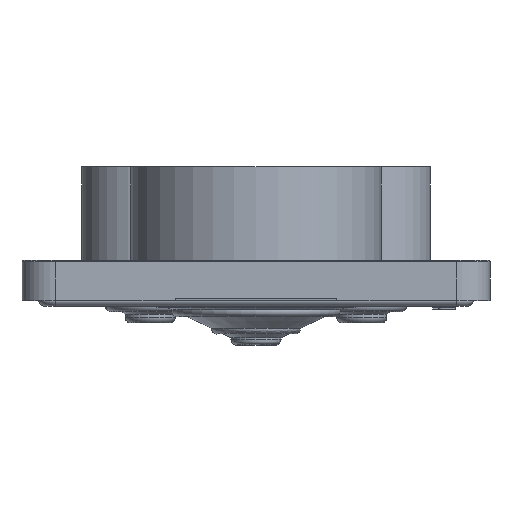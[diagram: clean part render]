
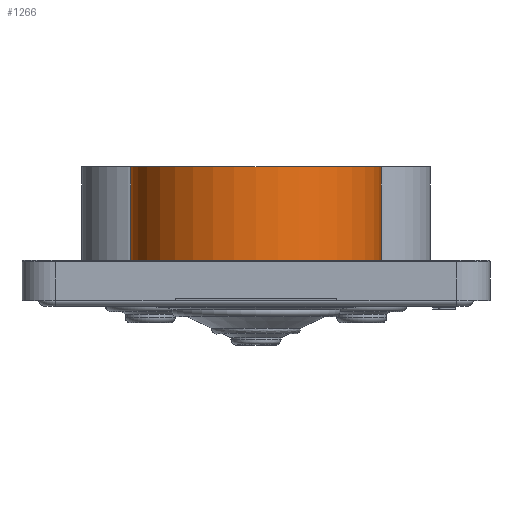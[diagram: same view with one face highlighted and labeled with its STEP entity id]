
A CAD part, left-side view. The second image highlights one B-rep face of the part: STEP entity #1266.
In plain terms, the highlighted cylindrical face has radius 22.5 mm (diameter 45 mm), a full revolution.
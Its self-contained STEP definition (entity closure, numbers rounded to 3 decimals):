
#1266 = ADVANCED_FACE( '', ( #3360, #3361 ), #3362, .T. );
#3360 = FACE_OUTER_BOUND( '', #6896, .T. );
#3361 = FACE_OUTER_BOUND( '', #6897, .T. );
#3362 = CYLINDRICAL_SURFACE( '', #6898, 22.5 );
#6896 = EDGE_LOOP( '', ( #10976 ) );
#6897 = EDGE_LOOP( '', ( #10977 ) );
#6898 = AXIS2_PLACEMENT_3D( '', #10978, #10979, #10980 );
#10976 = ORIENTED_EDGE( '', *, *, #18785, .T. );
#10977 = ORIENTED_EDGE( '', *, *, #18786, .T. );
#10978 = CARTESIAN_POINT( '', ( -73., 0., 23. ) );
#10979 = DIRECTION( '', ( 0., 0., 1. ) );
#10980 = DIRECTION( '', ( 0., 1., 0. ) );
#18785 = EDGE_CURVE( '', #21772, #21772, #21773, .T. );
#18786 = EDGE_CURVE( '', #21774, #21774, #21775, .F. );
#21772 = VERTEX_POINT( '', #26495 );
#21773 = CIRCLE( '', #26496, 22.5 );
#21774 = VERTEX_POINT( '', #26497 );
#21775 = CIRCLE( '', #26498, 22.5 );
#26495 = CARTESIAN_POINT( '', ( -73., 22.5, 42. ) );
#26496 = AXIS2_PLACEMENT_3D( '', #33149, #33150, #33151 );
#26497 = CARTESIAN_POINT( '', ( -50.5, 0., 23. ) );
#26498 = AXIS2_PLACEMENT_3D( '', #33152, #33153, #33154 );
#33149 = CARTESIAN_POINT( '', ( -73., 0., 42. ) );
#33150 = DIRECTION( '', ( 0., 0., -1. ) );
#33151 = DIRECTION( '', ( 0., 1., 0. ) );
#33152 = CARTESIAN_POINT( '', ( -73., 0., 23. ) );
#33153 = DIRECTION( '', ( 0., 0., -1. ) );
#33154 = DIRECTION( '', ( 1., 0., 0. ) );
